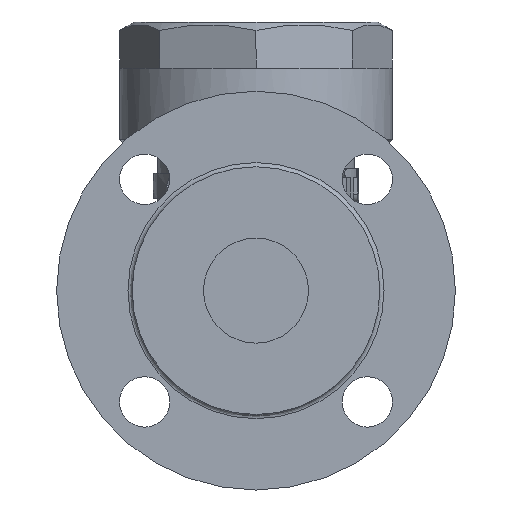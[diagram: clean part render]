
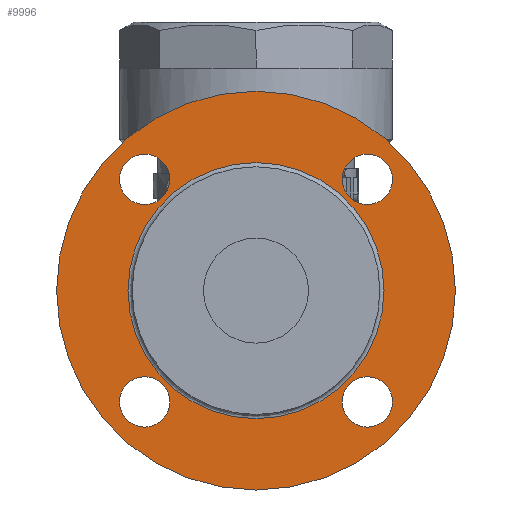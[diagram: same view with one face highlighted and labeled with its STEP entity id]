
A CAD part, left-side view. The second image highlights one B-rep face of the part: STEP entity #9996.
In plain terms, the highlighted planar face has unit normal (-1, 0, 0).
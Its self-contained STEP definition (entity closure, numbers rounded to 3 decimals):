
#9850=CARTESIAN_POINT('',(-89.,0.,47.5));
#9851=VERTEX_POINT('',#9850);
#9852=CARTESIAN_POINT('',(-89.0,0.0,0.));
#9853=DIRECTION('',(1.0,0.0,0.0));
#9854=DIRECTION('',(0.0,0.0,-1.0));
#9855=AXIS2_PLACEMENT_3D('',#9852,#9853,#9854);
#9856=CIRCLE('',#9855,47.5);
#9857=EDGE_CURVE('',#9851,#9851,#9856,.T.);
#9918=CARTESIAN_POINT('',(-89.,0.,30.5));
#9919=VERTEX_POINT('',#9918);
#9920=CARTESIAN_POINT('',(-89.0,0.0,0.));
#9921=DIRECTION('',(-1.0,0.0,0.0));
#9922=DIRECTION('',(0.0,0.0,-1.0));
#9923=AXIS2_PLACEMENT_3D('',#9920,#9921,#9922);
#9924=CIRCLE('',#9923,30.5);
#9925=EDGE_CURVE('',#9919,#9919,#9924,.T.);
#9941=CARTESIAN_POINT('',(-89.0,0.0,0.));
#9942=DIRECTION('',(1.0,0.0,0.0));
#9943=DIRECTION('',(0.0,0.0,-1.0));
#9944=AXIS2_PLACEMENT_3D('',#9941,#9942,#9943);
#9945=PLANE('',#9944);
#9946=ORIENTED_EDGE('',*,*,#9857,.F.);
#9947=EDGE_LOOP('',(#9946));
#9948=FACE_OUTER_BOUND('',#9947,.T.);
#9949=CARTESIAN_POINT('',(-89.0,-26.517,32.517));
#9950=VERTEX_POINT('',#9949);
#9951=CARTESIAN_POINT('',(-89.0,-26.517,26.517));
#9952=DIRECTION('',(1.0,0.0,0.0));
#9953=DIRECTION('',(0.0,0.0,1.0));
#9954=AXIS2_PLACEMENT_3D('',#9951,#9952,#9953);
#9955=CIRCLE('',#9954,6.);
#9956=EDGE_CURVE('',#9950,#9950,#9955,.T.);
#9957=ORIENTED_EDGE('',*,*,#9956,.T.);
#9958=EDGE_LOOP('',(#9957));
#9959=FACE_BOUND('',#9958,.T.);
#9960=CARTESIAN_POINT('',(-89.0,-32.517,-26.517));
#9961=VERTEX_POINT('',#9960);
#9962=CARTESIAN_POINT('',(-89.0,-26.517,-26.517));
#9963=DIRECTION('',(1.0,0.0,0.0));
#9964=DIRECTION('',(0.0,-1.0,0.0));
#9965=AXIS2_PLACEMENT_3D('',#9962,#9963,#9964);
#9966=CIRCLE('',#9965,6.);
#9967=EDGE_CURVE('',#9961,#9961,#9966,.T.);
#9968=ORIENTED_EDGE('',*,*,#9967,.T.);
#9969=EDGE_LOOP('',(#9968));
#9970=FACE_BOUND('',#9969,.T.);
#9971=CARTESIAN_POINT('',(-89.0,26.517,-32.517));
#9972=VERTEX_POINT('',#9971);
#9973=CARTESIAN_POINT('',(-89.0,26.517,-26.517));
#9974=DIRECTION('',(1.0,0.0,0.0));
#9975=DIRECTION('',(0.0,0.0,-1.0));
#9976=AXIS2_PLACEMENT_3D('',#9973,#9974,#9975);
#9977=CIRCLE('',#9976,6.);
#9978=EDGE_CURVE('',#9972,#9972,#9977,.T.);
#9979=ORIENTED_EDGE('',*,*,#9978,.T.);
#9980=EDGE_LOOP('',(#9979));
#9981=FACE_BOUND('',#9980,.T.);
#9982=CARTESIAN_POINT('',(-89.0,32.517,26.517));
#9983=VERTEX_POINT('',#9982);
#9984=CARTESIAN_POINT('',(-89.0,26.517,26.517));
#9985=DIRECTION('',(1.0,0.0,0.0));
#9986=DIRECTION('',(0.0,1.0,0.0));
#9987=AXIS2_PLACEMENT_3D('',#9984,#9985,#9986);
#9988=CIRCLE('',#9987,6.);
#9989=EDGE_CURVE('',#9983,#9983,#9988,.T.);
#9990=ORIENTED_EDGE('',*,*,#9989,.T.);
#9991=EDGE_LOOP('',(#9990));
#9992=FACE_BOUND('',#9991,.T.);
#9993=ORIENTED_EDGE('',*,*,#9925,.F.);
#9994=EDGE_LOOP('',(#9993));
#9995=FACE_BOUND('',#9994,.T.);
#9996=ADVANCED_FACE('',(#9948,#9959,#9970,#9981,#9992,#9995),#9945,.F.);
